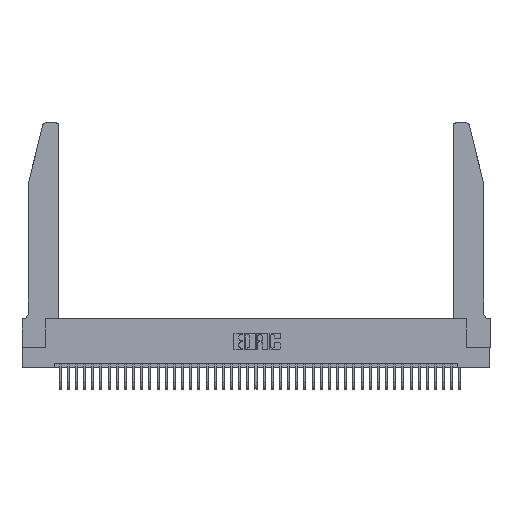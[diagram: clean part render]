
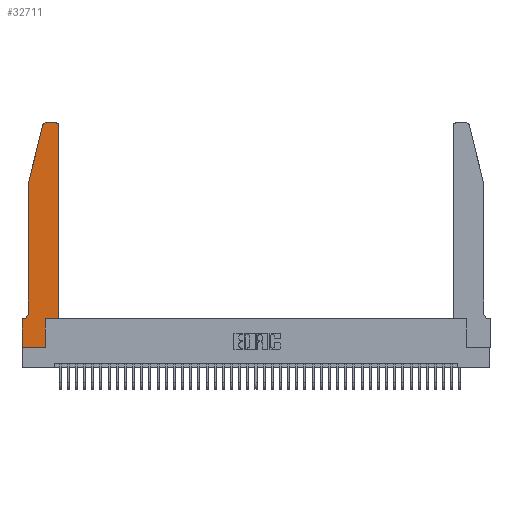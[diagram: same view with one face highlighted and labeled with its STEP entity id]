
A CAD part, top view. The second image highlights one B-rep face of the part: STEP entity #32711.
In plain terms, the highlighted planar face has unit normal (0, 0, 1).
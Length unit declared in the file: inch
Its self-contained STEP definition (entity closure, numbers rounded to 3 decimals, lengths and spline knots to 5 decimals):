
#971 = AXIS2_PLACEMENT_3D ( 'NONE', #31800, #13313, #34858 ) ;
#2382 = VERTEX_POINT ( 'NONE', #23476 ) ;
#2390 = LINE ( 'NONE', #39089, #2560 ) ;
#2404 = EDGE_CURVE ( 'NONE', #25314, #24207, #33178, .T. ) ;
#2560 = VECTOR ( 'NONE', #20709, 39.37008 ) ;
#3289 = CARTESIAN_POINT ( 'NONE',  ( 0.0055, 0.42, 0.37 ) ) ;
#3900 = CARTESIAN_POINT ( 'NONE',  ( 0.0055, 0.35, 0.37 ) ) ;
#4071 = EDGE_CURVE ( 'NONE', #2382, #22201, #2390, .T. ) ;
#4742 = CARTESIAN_POINT ( 'NONE',  ( 0.2865, 0., 0.37 ) ) ;
#5170 = ORIENTED_EDGE ( 'NONE', *, *, #31629, .T. ) ;
#6195 = CARTESIAN_POINT ( 'NONE',  ( 0., 0.35, 0.37 ) ) ;
#6462 = CIRCLE ( 'NONE', #971, 0.03 ) ;
#6502 = CARTESIAN_POINT ( 'NONE',  ( 0.0755, 0.42, 0.37 ) ) ;
#6506 = DIRECTION ( 'NONE',  ( -1., 0., 0. ) ) ;
#6816 = ORIENTED_EDGE ( 'NONE', *, *, #23711, .T. ) ;
#7194 = ORIENTED_EDGE ( 'NONE', *, *, #23857, .T. ) ;
#7261 = ORIENTED_EDGE ( 'NONE', *, *, #4071, .T. ) ;
#7449 = DIRECTION ( 'NONE',  ( 0., 1., 0. ) ) ;
#7954 = EDGE_CURVE ( 'NONE', #21154, #14842, #37183, .T. ) ;
#8528 = ORIENTED_EDGE ( 'NONE', *, *, #2404, .T. ) ;
#8730 = CARTESIAN_POINT ( 'NONE',  ( 0.2865, 0.35, 0.37 ) ) ;
#9493 = AXIS2_PLACEMENT_3D ( 'NONE', #6195, #28360, #9536 ) ;
#9536 = DIRECTION ( 'NONE',  ( 1., 0., 0. ) ) ;
#10007 = DIRECTION ( 'NONE',  ( -1., 0., 0. ) ) ;
#11068 = LINE ( 'NONE', #22840, #34864 ) ;
#11362 = VECTOR ( 'NONE', #32322, 39.37008 ) ;
#11640 = LINE ( 'NONE', #37966, #12693 ) ;
#11970 = ORIENTED_EDGE ( 'NONE', *, *, #28892, .T. ) ;
#12413 = LINE ( 'NONE', #16926, #11362 ) ;
#12578 = DIRECTION ( 'NONE',  ( 1., 0., 0. ) ) ;
#12650 = VECTOR ( 'NONE', #14190, 39.37008 ) ;
#12693 = VECTOR ( 'NONE', #10007, 39.37008 ) ;
#13083 = VERTEX_POINT ( 'NONE', #15944 ) ;
#13313 = DIRECTION ( 'NONE',  ( 0., 0., 1. ) ) ;
#13349 = ORIENTED_EDGE ( 'NONE', *, *, #37584, .T. ) ;
#14190 = DIRECTION ( 'NONE',  ( -0.239, -0.971, 0. ) ) ;
#14358 = CARTESIAN_POINT ( 'NONE',  ( 0.4205, 2.72, 0.37 ) ) ;
#14842 = VERTEX_POINT ( 'NONE', #8730 ) ;
#15185 = CARTESIAN_POINT ( 'NONE',  ( 0., 0., 0.37 ) ) ;
#15805 = CARTESIAN_POINT ( 'NONE',  ( 0.4505, 0.35, 0.37 ) ) ;
#15944 = CARTESIAN_POINT ( 'NONE',  ( 0.25487, 2.72718, 0.37 ) ) ;
#16926 = CARTESIAN_POINT ( 'NONE',  ( 0., 0., 0.37 ) ) ;
#17542 = DIRECTION ( 'NONE',  ( 1., 0., 0. ) ) ;
#18385 = VERTEX_POINT ( 'NONE', #38811 ) ;
#20709 = DIRECTION ( 'NONE',  ( 0., -1., 0. ) ) ;
#20919 = VECTOR ( 'NONE', #30491, 39.37008 ) ;
#21154 = VERTEX_POINT ( 'NONE', #4742 ) ;
#21319 = ORIENTED_EDGE ( 'NONE', *, *, #30320, .T. ) ;
#21845 = FACE_OUTER_BOUND ( 'NONE', #34877, .T. ) ;
#22201 = VERTEX_POINT ( 'NONE', #6502 ) ;
#22243 = DIRECTION ( 'NONE',  ( -1., 0., 0. ) ) ;
#22840 = CARTESIAN_POINT ( 'NONE',  ( 0.4505, 0.35, 0.37 ) ) ;
#23476 = CARTESIAN_POINT ( 'NONE',  ( 0.0755, 2., 0.37 ) ) ;
#23565 = EDGE_CURVE ( 'NONE', #32873, #36430, #31107, .T. ) ;
#23711 = EDGE_CURVE ( 'NONE', #14842, #37083, #27221, .T. ) ;
#23857 = EDGE_CURVE ( 'NONE', #37083, #25314, #11068, .T. ) ;
#24207 = VERTEX_POINT ( 'NONE', #31483 ) ;
#24388 = CARTESIAN_POINT ( 'NONE',  ( 0.4505, 2.72, 0.37 ) ) ;
#25128 = VECTOR ( 'NONE', #22243, 39.37008 ) ;
#25237 = PLANE ( 'NONE',  #9493 ) ;
#25314 = VERTEX_POINT ( 'NONE', #24388 ) ;
#25545 = DIRECTION ( 'NONE',  ( 0., 0., -1. ) ) ;
#27221 = LINE ( 'NONE', #15805, #40646 ) ;
#27489 = CARTESIAN_POINT ( 'NONE',  ( 0.4505, 0.35, 0.37 ) ) ;
#28307 = ORIENTED_EDGE ( 'NONE', *, *, #28495, .T. ) ;
#28360 = DIRECTION ( 'NONE',  ( 0., 0., 1. ) ) ;
#28369 = CARTESIAN_POINT ( 'NONE',  ( 0.2605, 2.75, 0.37 ) ) ;
#28495 = EDGE_CURVE ( 'NONE', #31738, #32873, #11640, .T. ) ;
#28615 = ORIENTED_EDGE ( 'NONE', *, *, #23565, .T. ) ;
#28892 = EDGE_CURVE ( 'NONE', #13083, #2382, #37235, .T. ) ;
#28955 = DIRECTION ( 'NONE',  ( 0., 1., 0. ) ) ;
#29029 = CIRCLE ( 'NONE', #34200, 0.07 ) ;
#29163 = CARTESIAN_POINT ( 'NONE',  ( 0., 0.35, 0.37 ) ) ;
#29323 = CARTESIAN_POINT ( 'NONE',  ( 0.2865, 0.35, 0.37 ) ) ;
#30320 = EDGE_CURVE ( 'NONE', #24207, #18385, #33327, .T. ) ;
#30491 = DIRECTION ( 'NONE',  ( 0., -1., 0. ) ) ;
#31107 = LINE ( 'NONE', #39671, #20919 ) ;
#31483 = CARTESIAN_POINT ( 'NONE',  ( 0.4205, 2.75, 0.37 ) ) ;
#31629 = EDGE_CURVE ( 'NONE', #18385, #13083, #6462, .T. ) ;
#31738 = VERTEX_POINT ( 'NONE', #3900 ) ;
#31800 = CARTESIAN_POINT ( 'NONE',  ( 0.284, 2.72, 0.37 ) ) ;
#32218 = ORIENTED_EDGE ( 'NONE', *, *, #38879, .T. ) ;
#32322 = DIRECTION ( 'NONE',  ( 1., 0., 0. ) ) ;
#32438 = ORIENTED_EDGE ( 'NONE', *, *, #7954, .T. ) ;
#32711 = ADVANCED_FACE ( 'NONE', ( #21845 ), #25237, .T. ) ;
#32873 = VERTEX_POINT ( 'NONE', #29163 ) ;
#33178 = CIRCLE ( 'NONE', #35469, 0.03 ) ;
#33327 = LINE ( 'NONE', #28369, #25128 ) ;
#34200 = AXIS2_PLACEMENT_3D ( 'NONE', #3289, #25545, #6506 ) ;
#34858 = DIRECTION ( 'NONE',  ( 1., 0., 0. ) ) ;
#34864 = VECTOR ( 'NONE', #28955, 39.37008 ) ;
#34877 = EDGE_LOOP ( 'NONE', ( #21319, #5170, #11970, #7261, #13349, #28307, #28615, #32218, #32438, #6816, #7194, #8528 ) ) ;
#35469 = AXIS2_PLACEMENT_3D ( 'NONE', #14358, #35864, #17542 ) ;
#35864 = DIRECTION ( 'NONE',  ( 0., 0., 1. ) ) ;
#36430 = VERTEX_POINT ( 'NONE', #15185 ) ;
#37069 = VECTOR ( 'NONE', #7449, 39.37008 ) ;
#37083 = VERTEX_POINT ( 'NONE', #27489 ) ;
#37183 = LINE ( 'NONE', #29323, #37069 ) ;
#37235 = LINE ( 'NONE', #38759, #12650 ) ;
#37584 = EDGE_CURVE ( 'NONE', #22201, #31738, #29029, .T. ) ;
#37966 = CARTESIAN_POINT ( 'NONE',  ( 0.0755, 0.35, 0.37 ) ) ;
#38759 = CARTESIAN_POINT ( 'NONE',  ( 0.0755, 2., 0.37 ) ) ;
#38811 = CARTESIAN_POINT ( 'NONE',  ( 0.284, 2.75, 0.37 ) ) ;
#38879 = EDGE_CURVE ( 'NONE', #36430, #21154, #12413, .T. ) ;
#39089 = CARTESIAN_POINT ( 'NONE',  ( 0.0755, 2., 0.37 ) ) ;
#39671 = CARTESIAN_POINT ( 'NONE',  ( 0., 0., 0.37 ) ) ;
#40646 = VECTOR ( 'NONE', #12578, 39.37008 ) ;
